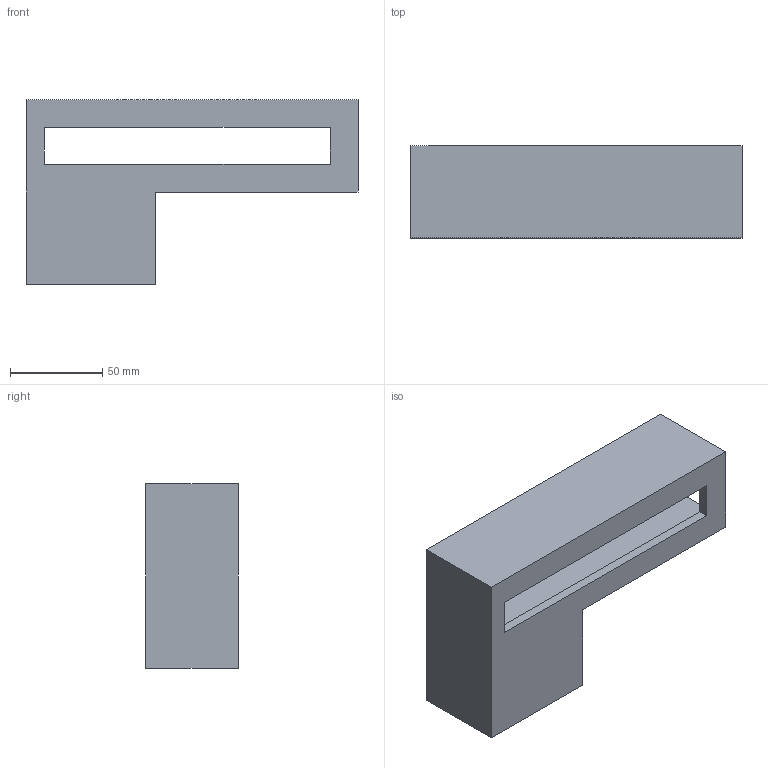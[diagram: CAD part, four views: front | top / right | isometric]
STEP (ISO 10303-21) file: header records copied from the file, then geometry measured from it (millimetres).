
FILE_DESCRIPTION (( 'STEP AP203' ), '1' );
FILE_NAME ('Base_P_Predeterminado_sldprt.STEP', '2020-09-18T04:58:56', ( '' ), ( '' ), 'SwSTEP 2.0', 'SolidWorks 2018', '' );
FILE_SCHEMA (( 'CONFIG_CONTROL_DESIGN' ));
Length unit declared in the file: millimetre
Products named in the file (1): Base_P_Predeterminado_sldprt
Bounding box: 180 x 50 x 100 mm (x, y, z)
Volume: 322000 mm3; surface area: 71300 mm2
Topology: 1 solids, 1 shells, 19 faces, 54 edges, 36 vertices
Faces by surface type: plane 19
Entity records: 693 total; most frequent: CARTESIAN_POINT 110, ORIENTED_EDGE 108, DIRECTION 94, EDGE_CURVE 54, LINE 54, VECTOR 54, VERTEX_POINT 36, EDGE_LOOP 22
